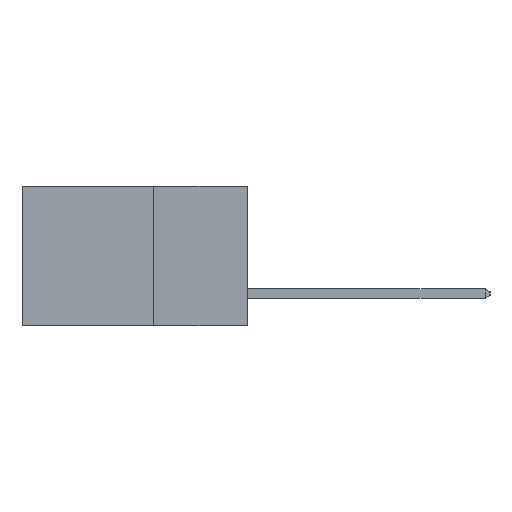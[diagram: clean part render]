
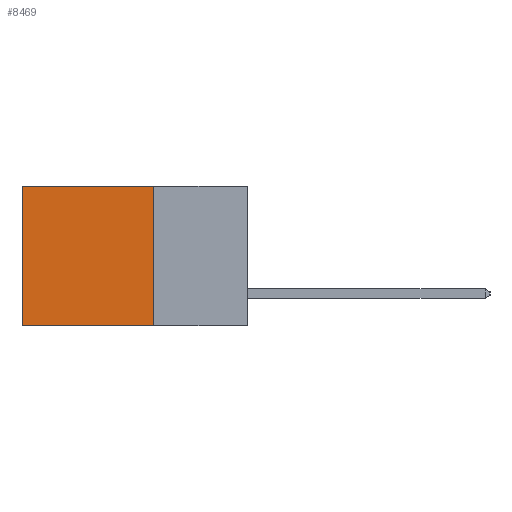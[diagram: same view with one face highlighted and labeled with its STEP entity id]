
A CAD part, left-side view. The second image highlights one B-rep face of the part: STEP entity #8469.
In plain terms, the highlighted planar face has unit normal (-1, 0, 0).
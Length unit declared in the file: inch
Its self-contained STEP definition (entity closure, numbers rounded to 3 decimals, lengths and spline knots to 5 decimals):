
#12 = EDGE_CURVE ( 'NONE', #9702, #5985, #5136, .T. ) ;
#712 = EDGE_CURVE ( 'NONE', #1785, #5985, #5024, .T. ) ;
#778 = PLANE ( 'NONE',  #9727 ) ;
#1221 = EDGE_LOOP ( 'NONE', ( #14851, #6890, #8490, #2581 ) ) ;
#1231 = EDGE_CURVE ( 'NONE', #13443, #9702, #14015, .T. ) ;
#1785 = VERTEX_POINT ( 'NONE', #4205 ) ;
#2150 = CARTESIAN_POINT ( 'NONE',  ( 0.2615, 0.6, 0. ) ) ;
#2184 = CARTESIAN_POINT ( 'NONE',  ( 0.2615, 0.25, -0.37 ) ) ;
#2581 = ORIENTED_EDGE ( 'NONE', *, *, #1231, .T. ) ;
#4205 = CARTESIAN_POINT ( 'NONE',  ( 0.2615, 0.25, -0.37 ) ) ;
#4217 = VECTOR ( 'NONE', #11296, 39.37008 ) ;
#4425 = DIRECTION ( 'NONE',  ( 0., 0., -1. ) ) ;
#4850 = DIRECTION ( 'NONE',  ( 0., 0., -1. ) ) ;
#5024 = LINE ( 'NONE', #10729, #11419 ) ;
#5136 = LINE ( 'NONE', #9207, #8510 ) ;
#5985 = VERTEX_POINT ( 'NONE', #8527 ) ;
#6096 = CARTESIAN_POINT ( 'NONE',  ( 0.2615, 0.25, 0. ) ) ;
#6890 = ORIENTED_EDGE ( 'NONE', *, *, #712, .F. ) ;
#8174 = LINE ( 'NONE', #10305, #11592 ) ;
#8469 = ADVANCED_FACE ( 'NONE', ( #15352 ), #778, .F. ) ;
#8490 = ORIENTED_EDGE ( 'NONE', *, *, #14369, .F. ) ;
#8510 = VECTOR ( 'NONE', #4425, 39.37008 ) ;
#8527 = CARTESIAN_POINT ( 'NONE',  ( 0.2615, 0.6, -0.37 ) ) ;
#9207 = CARTESIAN_POINT ( 'NONE',  ( 0.2615, 0.6, -0.37 ) ) ;
#9702 = VERTEX_POINT ( 'NONE', #2150 ) ;
#9727 = AXIS2_PLACEMENT_3D ( 'NONE', #2184, #12520, #4850 ) ;
#10305 = CARTESIAN_POINT ( 'NONE',  ( 0.2615, 0.25, -0.37 ) ) ;
#10368 = CARTESIAN_POINT ( 'NONE',  ( 0.2615, 0.25, 0. ) ) ;
#10729 = CARTESIAN_POINT ( 'NONE',  ( 0.2615, 0.25, -0.37 ) ) ;
#10886 = DIRECTION ( 'NONE',  ( 0., 1., 0. ) ) ;
#11296 = DIRECTION ( 'NONE',  ( 0., 1., 0. ) ) ;
#11419 = VECTOR ( 'NONE', #10886, 39.37008 ) ;
#11592 = VECTOR ( 'NONE', #14133, 39.37008 ) ;
#12520 = DIRECTION ( 'NONE',  ( 1., 0., 0. ) ) ;
#13443 = VERTEX_POINT ( 'NONE', #6096 ) ;
#14015 = LINE ( 'NONE', #10368, #4217 ) ;
#14133 = DIRECTION ( 'NONE',  ( 0., 0., -1. ) ) ;
#14369 = EDGE_CURVE ( 'NONE', #13443, #1785, #8174, .T. ) ;
#14851 = ORIENTED_EDGE ( 'NONE', *, *, #12, .T. ) ;
#15352 = FACE_OUTER_BOUND ( 'NONE', #1221, .T. ) ;
